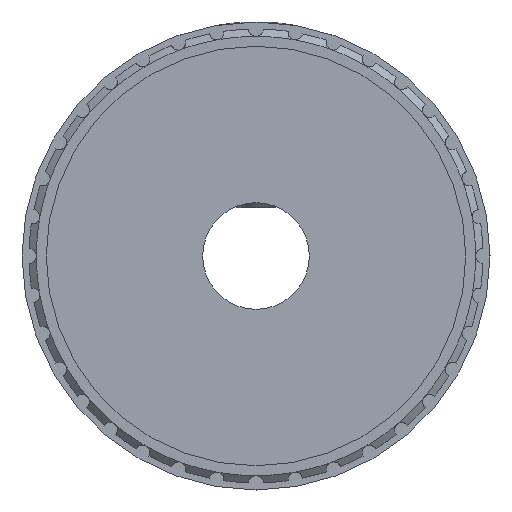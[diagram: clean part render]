
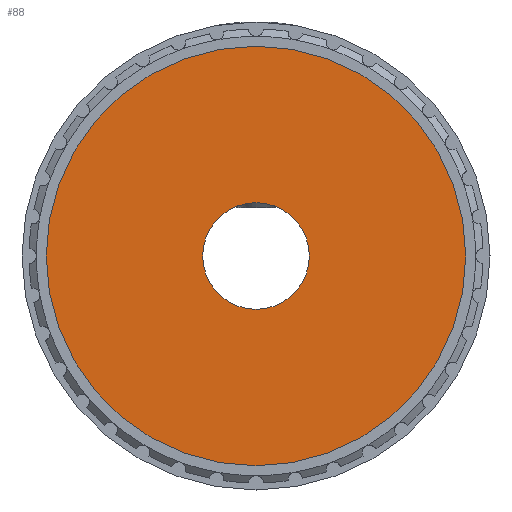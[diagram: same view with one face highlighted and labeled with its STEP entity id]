
A CAD part, front view. The second image highlights one B-rep face of the part: STEP entity #88.
In plain terms, the highlighted planar face has unit normal (0, -1, 0).
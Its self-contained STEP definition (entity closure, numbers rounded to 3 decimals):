
#88 = ADVANCED_FACE ( 'NONE', ( #6040, #431 ), #2008, .T. ) ;
#288 = DIRECTION ( 'NONE',  ( 0., 1., 0. ) ) ;
#328 = CARTESIAN_POINT ( 'NONE',  ( 0., -30.943, 0. ) ) ;
#406 = CARTESIAN_POINT ( 'NONE',  ( 0., -30.943, 0. ) ) ;
#431 = FACE_OUTER_BOUND ( 'NONE', #1295, .T. ) ;
#771 = AXIS2_PLACEMENT_3D ( 'NONE', #328, #288, #2577 ) ;
#802 = CARTESIAN_POINT ( 'NONE',  ( 0., -30.943, 0. ) ) ;
#971 = EDGE_LOOP ( 'NONE', ( #7029, #2434 ) ) ;
#1295 = EDGE_LOOP ( 'NONE', ( #6136, #5847 ) ) ;
#2008 = PLANE ( 'NONE',  #7087 ) ;
#2117 = DIRECTION ( 'NONE',  ( 1., 0., 0. ) ) ;
#2434 = ORIENTED_EDGE ( 'NONE', *, *, #2726, .T. ) ;
#2541 = AXIS2_PLACEMENT_3D ( 'NONE', #406, #3576, #3539 ) ;
#2577 = DIRECTION ( 'NONE',  ( -1., 0., 0. ) ) ;
#2726 = EDGE_CURVE ( 'NONE', #3390, #6625, #5756, .T. ) ;
#2878 = CIRCLE ( 'NONE', #2541, 5.5 ) ;
#3269 = CARTESIAN_POINT ( 'NONE',  ( -5.5, -30.943, 0. ) ) ;
#3326 = CARTESIAN_POINT ( 'NONE',  ( -21.65, -30.943, 0. ) ) ;
#3390 = VERTEX_POINT ( 'NONE', #6356 ) ;
#3539 = DIRECTION ( 'NONE',  ( -1., 0., 0. ) ) ;
#3552 = VERTEX_POINT ( 'NONE', #3326 ) ;
#3570 = CARTESIAN_POINT ( 'NONE',  ( 0., -30.943, 0. ) ) ;
#3576 = DIRECTION ( 'NONE',  ( 0., 1., 0. ) ) ;
#3818 = AXIS2_PLACEMENT_3D ( 'NONE', #802, #5315, #7010 ) ;
#3944 = CIRCLE ( 'NONE', #771, 21.65 ) ;
#4365 = EDGE_CURVE ( 'NONE', #4481, #3552, #5704, .T. ) ;
#4481 = VERTEX_POINT ( 'NONE', #4983 ) ;
#4589 = AXIS2_PLACEMENT_3D ( 'NONE', #3570, #6438, #5993 ) ;
#4978 = CARTESIAN_POINT ( 'NONE',  ( -5.5, -30.943, 0. ) ) ;
#4983 = CARTESIAN_POINT ( 'NONE',  ( 21.65, -30.943, 0. ) ) ;
#5072 = EDGE_CURVE ( 'NONE', #6625, #3390, #2878, .T. ) ;
#5315 = DIRECTION ( 'NONE',  ( 0., 1., 0. ) ) ;
#5637 = EDGE_CURVE ( 'NONE', #3552, #4481, #3944, .T. ) ;
#5704 = CIRCLE ( 'NONE', #3818, 21.65 ) ;
#5756 = CIRCLE ( 'NONE', #4589, 5.5 ) ;
#5847 = ORIENTED_EDGE ( 'NONE', *, *, #4365, .F. ) ;
#5993 = DIRECTION ( 'NONE',  ( -1., 0., 0. ) ) ;
#6040 = FACE_BOUND ( 'NONE', #971, .T. ) ;
#6136 = ORIENTED_EDGE ( 'NONE', *, *, #5637, .F. ) ;
#6356 = CARTESIAN_POINT ( 'NONE',  ( 5.5, -30.943, 0. ) ) ;
#6438 = DIRECTION ( 'NONE',  ( 0., 1., 0. ) ) ;
#6625 = VERTEX_POINT ( 'NONE', #3269 ) ;
#7010 = DIRECTION ( 'NONE',  ( -1., 0., 0. ) ) ;
#7029 = ORIENTED_EDGE ( 'NONE', *, *, #5072, .T. ) ;
#7087 = AXIS2_PLACEMENT_3D ( 'NONE', #4978, #7187, #2117 ) ;
#7187 = DIRECTION ( 'NONE',  ( 0., -1., 0. ) ) ;
